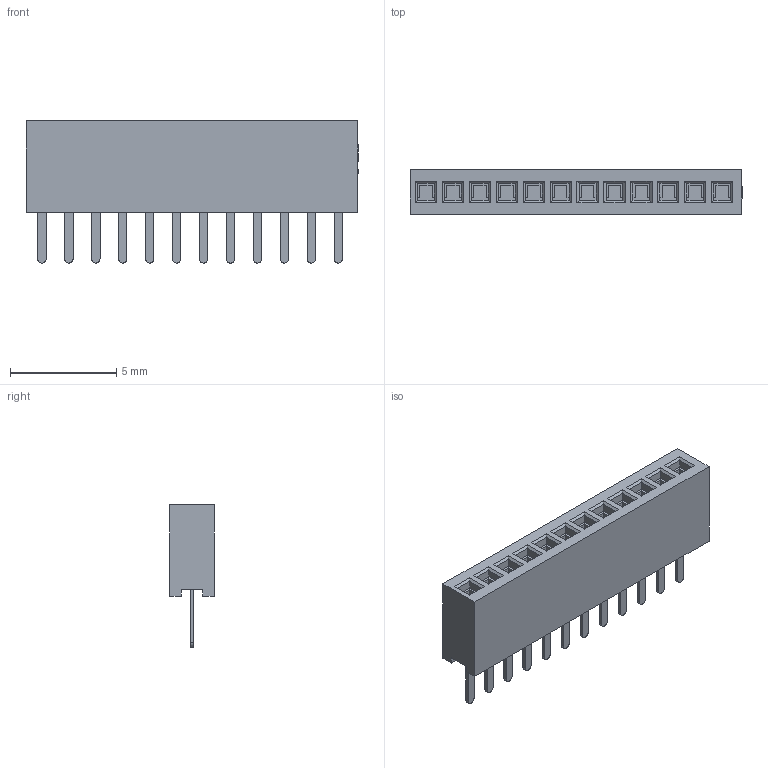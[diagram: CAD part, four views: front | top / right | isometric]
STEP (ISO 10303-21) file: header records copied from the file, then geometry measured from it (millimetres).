
FILE_DESCRIPTION (( 'STEP AP214' ), '1' );
FILE_NAME ('HDR-TH_12P-P1.27-V-F.STEP', '2023-05-11T09:41:00', ( '' ), ( '' ), 'SwSTEP 2.0', 'SolidWorks 2019', '' );
FILE_SCHEMA (( 'AUTOMOTIVE_DESIGN' ));
Length unit declared in the file: millimetre
Products named in the file (4): HDR-TH_12P-P1.27-V-F; H1; SOLID
Assembly tree (3 placements, depth 4):
  HDR-TH_12P-P1.27-V-F
    H1
      HDR-TH_12P-P1.27-V-F
        SOLID
Bounding box: 15.65 x 2.1 x 6.7 mm (x, y, z)
Volume: 121 mm3; surface area: 369.3 mm2
Topology: 1 solids, 1 shells, 530 faces, 1396 edges, 918 vertices
Faces by surface type: plane 404, bspline 112, cylinder 14
Entity records: 23266 total; most frequent: CARTESIAN_POINT 5190, ORIENTED_EDGE 2792, DIRECTION 1928, EDGE_CURVE 1396, LINE 1076, VECTOR 1076, VERTEX_POINT 918, EDGE_LOOP 580
